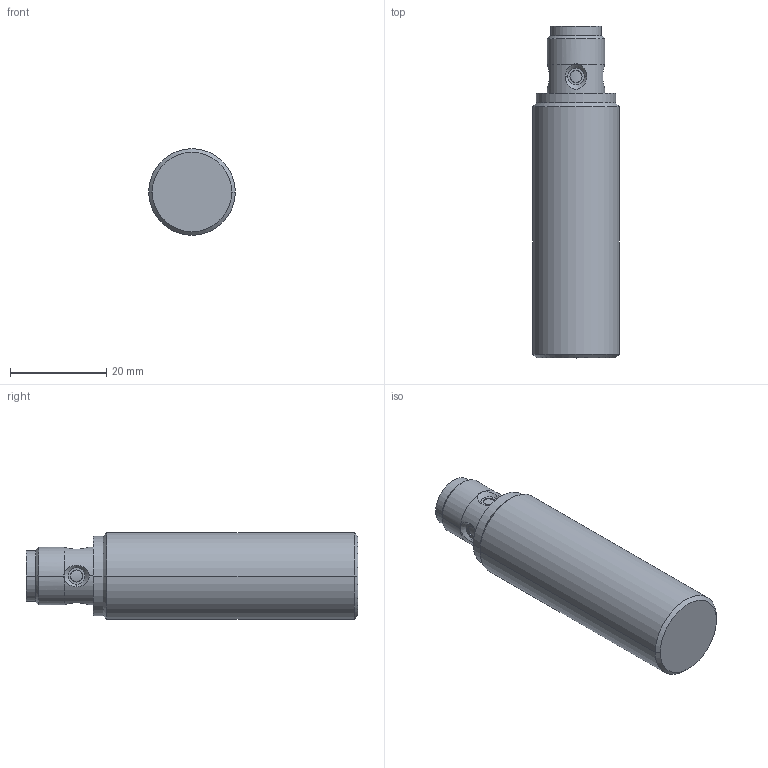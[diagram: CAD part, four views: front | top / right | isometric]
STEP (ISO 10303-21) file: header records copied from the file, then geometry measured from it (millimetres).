
FILE_DESCRIPTION((''),'2;1');
FILE_NAME('CAD-6933_ASM','2020-06-08T08:37:37',('creinig-se'),(''),'CREO PARAMETRIC BY PTC INC, 2019292','CREO PARAMETRIC BY PTC INC, 2019292','');
FILE_SCHEMA(('CONFIG_CONTROL_DESIGN','SHAPE_APPEARANCE_LAYERS_GROUPS'));
Length unit declared in the file: millimetre
Products named in the file (3): CAD-6933; DM_CAD-2593_4POL; CAD-6933_ASM
Assembly tree (2 placements, depth 2):
  CAD-6933_ASM
    CAD-6933
    DM_CAD-2593_4POL
Bounding box: 18 x 69 x 18 mm (x, y, z)
Volume: 14829.9 mm3; surface area: 5120.4 mm2
Topology: 2 solids, 3 shells, 71 faces, 219 edges, 172 vertices
Faces by surface type: cylinder 33, plane 16, cone 14, sphere 8
Entity records: 3829 total; most frequent: CARTESIAN_POINT 776, DIRECTION 445, ORIENTED_EDGE 296, PRESENTATION_STYLE_ASSIGNMENT 245, STYLED_ITEM 215, CURVE_STYLE 212, AXIS2_PLACEMENT_3D 174, EDGE_CURVE 150
